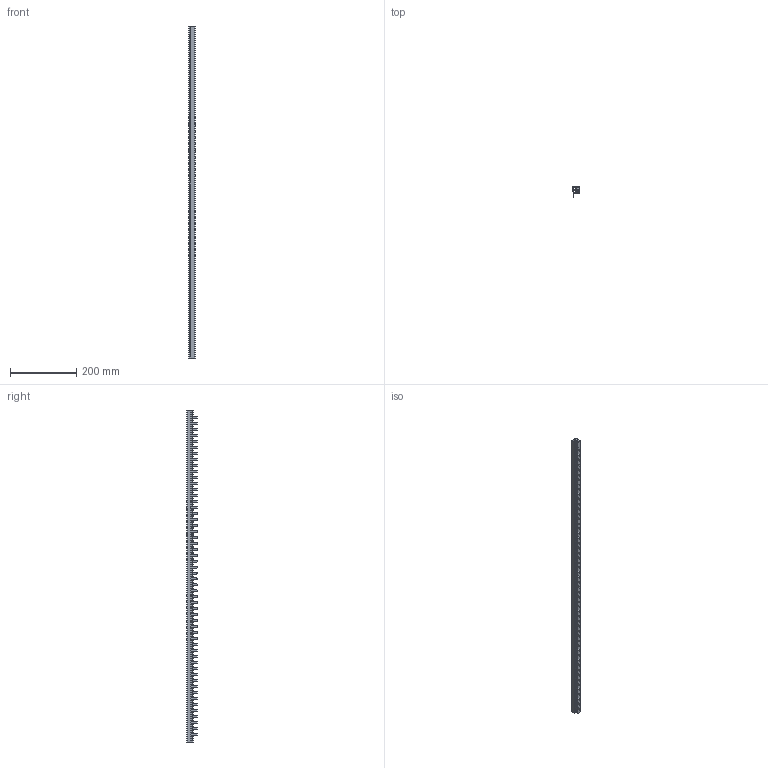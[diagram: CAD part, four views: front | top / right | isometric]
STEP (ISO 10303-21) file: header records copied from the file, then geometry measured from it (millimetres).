
FILE_DESCRIPTION((''),'2;1');
FILE_NAME('ASM0001_ASM','2024-04-03T',('dell'),(''),'PRO/ENGINEER BY PARAMETRIC TECHNOLOGY CORPORATION, 2013230','PRO/ENGINEER BY PARAMETRIC TECHNOLOGY CORPORATION, 2013230','');
FILE_SCHEMA(('AUTOMOTIVE_DESIGN { 1 0 10303 214 1 1 1 1 }'));
Length unit declared in the file: millimetre
Products named in the file (1): ASM0001_ASM
Bounding box: 19 x 31.1 x 1000 mm (x, y, z)
Volume: 196620.5 mm3; surface area: 205127.2 mm2
Topology: 1 solids, 1 shells, 517 faces, 1701 edges, 1134 vertices
Faces by surface type: plane 333, cylinder 184
Entity records: 18921 total; most frequent: ORIENTED_EDGE 3402, CARTESIAN_POINT 3384, DIRECTION 3253, EDGE_CURVE 1701, VECTOR 1171, LINE 1171, VERTEX_POINT 1134, AXIS2_PLACEMENT_3D 1041
